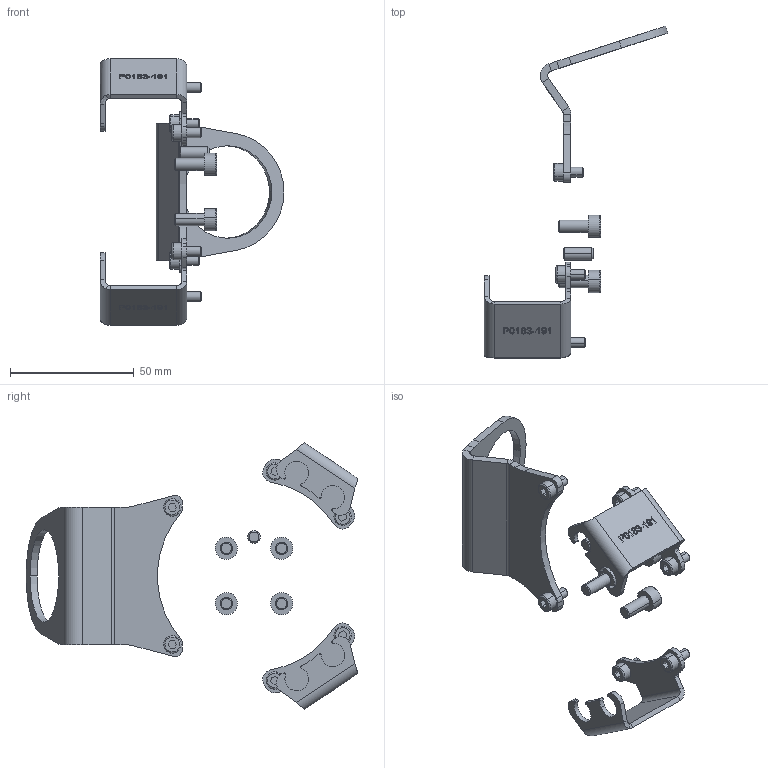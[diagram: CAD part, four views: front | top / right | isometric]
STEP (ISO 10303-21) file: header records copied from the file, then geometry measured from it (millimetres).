
FILE_DESCRIPTION (( 'STEP AP214' ), '1' );
FILE_NAME ('P5324.STEP', '2022-11-23T14:12:00', ( '' ), ( '' ), 'SwSTEP 2.0', 'SolidWorks 2021', '' );
FILE_SCHEMA (( 'AUTOMOTIVE_DESIGN' ));
Length unit declared in the file: millimetre
Products named in the file (1): P5324
Bounding box: 74.15 x 133.88 x 107.57 mm (x, y, z)
Volume: 21286.9 mm3; surface area: 20378.9 mm2
Topology: 14 solids, 14 shells, 558 faces, 1354 edges, 872 vertices
Faces by surface type: plane 250, bspline 134, cylinder 130, cone 24, torus 20
Entity records: 29775 total; most frequent: CARTESIAN_POINT 11031, ORIENTED_EDGE 2708, DIRECTION 2252, EDGE_CURVE 1354, VERTEX_POINT 872, LINE 754, VECTOR 754, AXIS2_PLACEMENT_3D 749
